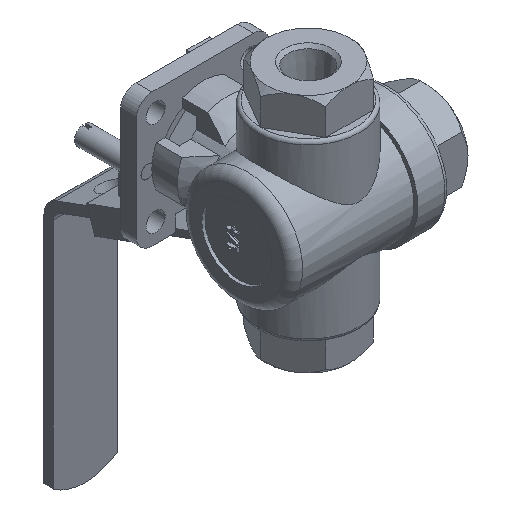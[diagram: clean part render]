
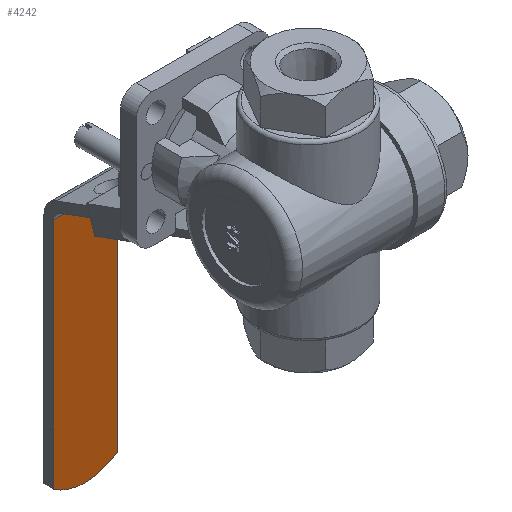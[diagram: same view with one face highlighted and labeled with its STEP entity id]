
A CAD part, isometric view. The second image highlights one B-rep face of the part: STEP entity #4242.
In plain terms, the highlighted planar face has unit normal (0, -1, 0).
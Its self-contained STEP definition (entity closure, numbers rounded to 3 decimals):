
#337=CIRCLE('',#4661,17.);
#1329=ORIENTED_EDGE('',*,*,#2015,.T.);
#1330=ORIENTED_EDGE('',*,*,#2071,.T.);
#1331=ORIENTED_EDGE('',*,*,#2038,.T.);
#1332=ORIENTED_EDGE('',*,*,#2072,.T.);
#2015=EDGE_CURVE('',#2471,#2470,#2812,.T.);
#2038=EDGE_CURVE('',#2488,#2487,#2830,.T.);
#2071=EDGE_CURVE('',#2470,#2488,#337,.F.);
#2072=EDGE_CURVE('',#2487,#2471,#2858,.T.);
#2470=VERTEX_POINT('',#7205);
#2471=VERTEX_POINT('',#7207);
#2487=VERTEX_POINT('',#7249);
#2488=VERTEX_POINT('',#7251);
#2812=LINE('',#7206,#3181);
#2830=LINE('',#7250,#3199);
#2858=LINE('',#7313,#3227);
#3181=VECTOR('',#5585,1000.);
#3199=VECTOR('',#5621,1000.);
#3227=VECTOR('',#5675,1000.);
#3534=EDGE_LOOP('',(#1329,#1330,#1331,#1332));
#3835=FACE_BOUND('',#3534,.T.);
#4017=PLANE('',#4660);
#4242=ADVANCED_FACE('',(#3835),#4017,.F.);
#4660=AXIS2_PLACEMENT_3D('',#7311,#5671,#5672);
#4661=AXIS2_PLACEMENT_3D('',#7312,#5673,#5674);
#5585=DIRECTION('',(0.,0.,-1.));
#5621=DIRECTION('',(0.,0.,1.));
#5671=DIRECTION('',(0.,1.,0.));
#5672=DIRECTION('',(0.,0.,1.));
#5673=DIRECTION('',(0.,1.,0.));
#5674=DIRECTION('',(0.,0.,1.));
#5675=DIRECTION('',(-1.,0.,0.));
#7205=CARTESIAN_POINT('',(-10.,32.,-108.748));
#7206=CARTESIAN_POINT('',(-10.,32.,-33.25));
#7207=CARTESIAN_POINT('',(-10.,32.,-35.351));
#7249=CARTESIAN_POINT('',(10.,32.,-35.351));
#7250=CARTESIAN_POINT('',(10.,32.,-33.25));
#7251=CARTESIAN_POINT('',(10.,32.,-108.748));
#7311=CARTESIAN_POINT('',(38.5,32.,-33.25));
#7312=CARTESIAN_POINT('',(0.,32.,-95.));
#7313=CARTESIAN_POINT('',(13.,32.,-35.351));
